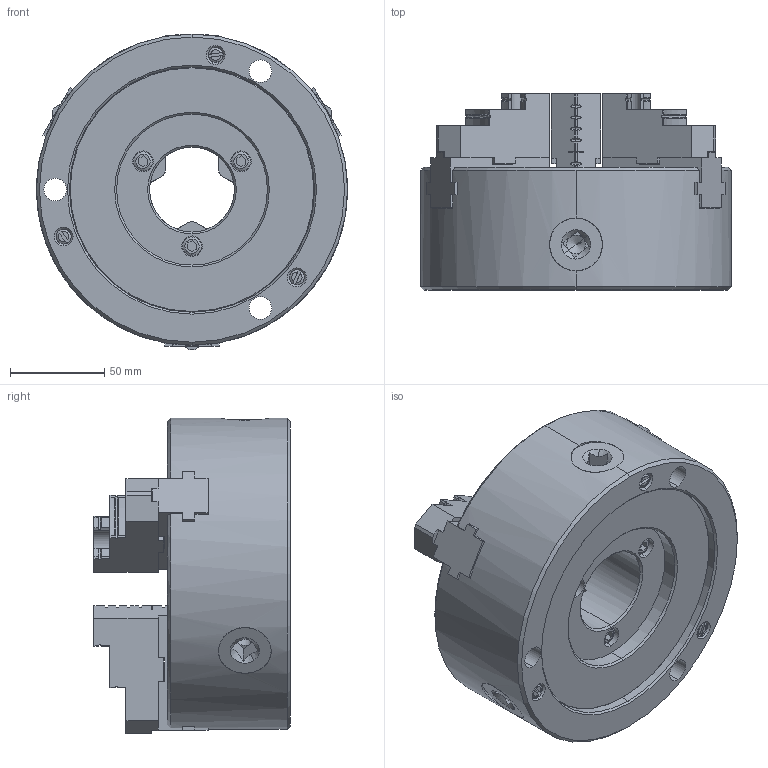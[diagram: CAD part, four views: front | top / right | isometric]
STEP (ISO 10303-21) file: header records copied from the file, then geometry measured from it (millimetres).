
FILE_DESCRIPTION (( 'STEP AP214' ), '1' );
FILE_NAME ('JN06TN.STEP', '2015-07-01T02:31:43', ( '' ), ( '' ), 'SwSTEP 2.0', 'SolidWorks 2014', '' );
FILE_SCHEMA (( 'AUTOMOTIVE_DESIGN' ));
Length unit declared in the file: millimetre
Products named in the file (1): JN06TN
Bounding box: 165 x 104 x 167.5 mm (x, y, z)
Volume: 1286010.7 mm3; surface area: 148912.8 mm2
Topology: 1 solids, 13 shells, 869 faces, 2380 edges, 1514 vertices
Faces by surface type: plane 386, cylinder 256, cone 177, torus 46, sphere 4
Entity records: 28813 total; most frequent: CARTESIAN_POINT 6603, ORIENTED_EDGE 4714, DIRECTION 4645, EDGE_CURVE 2357, AXIS2_PLACEMENT_3D 1687, VERTEX_POINT 1511, VECTOR 1271, LINE 1271
